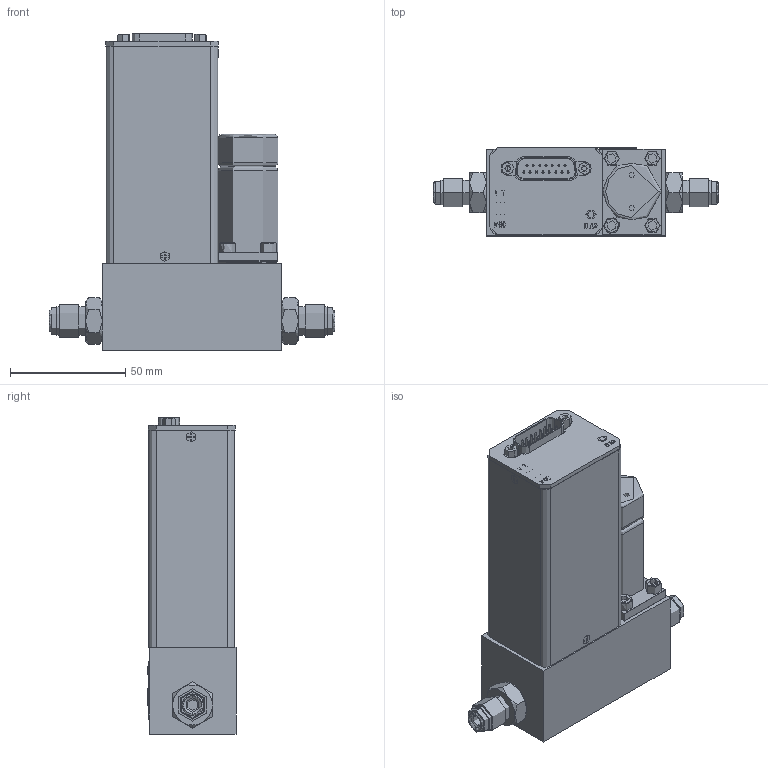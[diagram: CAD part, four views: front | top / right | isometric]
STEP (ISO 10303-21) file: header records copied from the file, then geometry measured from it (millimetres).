
FILE_DESCRIPTION (( 'STEP AP203' ), '1' );
FILE_NAME ('SLA5820-S-1E-1-C-REVB.STEP', '2018-05-31T20:06:46', ( 'mrutkowski' ), ( 'Hewlett-Packard Company' ), 'SwSTEP 2.0', 'SolidWorks 2017', '' );
FILE_SCHEMA (( 'CONFIG_CONTROL_DESIGN' ));
Length unit declared in the file: inch
Products named in the file (1): SLA5820-S-1E-1-C-REVB
Bounding box: 123.95 x 38.22 x 137.39 mm (x, y, z)
Topology: 0 solids, 81 shells, 589 faces, 1814 edges, 1314 vertices
Faces by surface type: plane 293, cylinder 162, cone 101, torus 22, bspline 9, sphere 2
Full cylindrical faces by diameter (mm): 6.35 x1
Entity records: 26895 total; most frequent: CARTESIAN_POINT 11284, DIRECTION 3055, ORIENTED_EDGE 2901, EDGE_CURVE 1810, VERTEX_POINT 1309, AXIS2_PLACEMENT_3D 1046, VECTOR 963, LINE 963
